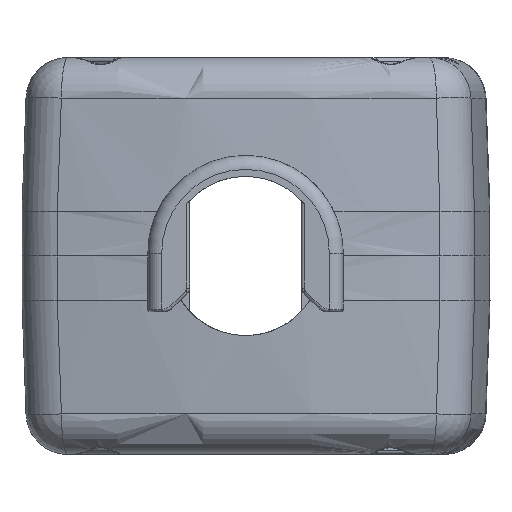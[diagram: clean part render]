
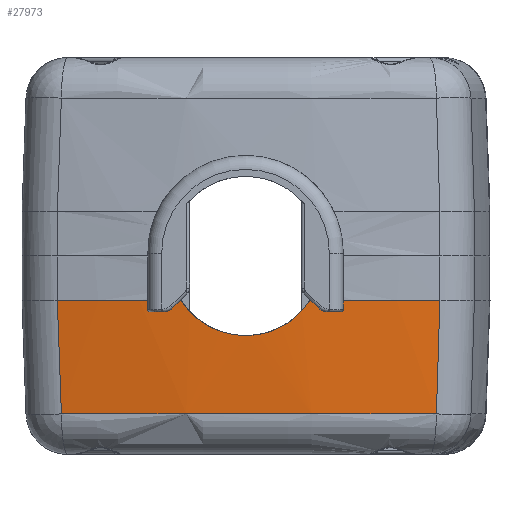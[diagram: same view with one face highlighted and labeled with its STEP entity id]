
A CAD part, left-side view. The second image highlights one B-rep face of the part: STEP entity #27973.
In plain terms, the highlighted conical face has half-angle 2 degrees and reference radius 85.703 mm.
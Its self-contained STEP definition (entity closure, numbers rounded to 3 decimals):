
#61=CONICAL_SURFACE('',#29814,85.702,0.035);
#867=B_SPLINE_CURVE_WITH_KNOTS('',3,(#48080,#48081,#48082,#48083),
 .UNSPECIFIED.,.F.,.F.,(4,4),(0.,1.),.UNSPECIFIED.);
#868=B_SPLINE_CURVE_WITH_KNOTS('',3,(#48085,#48086,#48087,#48088),
 .UNSPECIFIED.,.F.,.F.,(4,4),(0.,1.),.UNSPECIFIED.);
#869=B_SPLINE_CURVE_WITH_KNOTS('',3,(#48093,#48094,#48095,#48096,#48097,
#48098,#48099),.UNSPECIFIED.,.F.,.F.,(4,1,1,1,4),(0.,
0.003,0.005,0.008,0.011),
 .UNSPECIFIED.);
#1661=CIRCLE('',#29815,85.702);
#1662=CIRCLE('',#29816,85.702);
#1663=CIRCLE('',#29817,85.419);
#8057=ORIENTED_EDGE('',*,*,#13335,.T.);
#8058=ORIENTED_EDGE('',*,*,#13336,.T.);
#8059=ORIENTED_EDGE('',*,*,#13337,.T.);
#8060=ORIENTED_EDGE('',*,*,#13338,.F.);
#8061=ORIENTED_EDGE('',*,*,#13334,.F.);
#8062=ORIENTED_EDGE('',*,*,#13339,.T.);
#13334=EDGE_CURVE('',#16378,#16369,#867,.T.);
#13335=EDGE_CURVE('',#16379,#16380,#868,.F.);
#13336=EDGE_CURVE('',#16380,#16381,#1661,.T.);
#13337=EDGE_CURVE('',#16381,#16382,#869,.T.);
#13338=EDGE_CURVE('',#16369,#16382,#1662,.T.);
#13339=EDGE_CURVE('',#16378,#16379,#1663,.T.);
#16369=VERTEX_POINT('',#48034);
#16378=VERTEX_POINT('',#48079);
#16379=VERTEX_POINT('',#48089);
#16380=VERTEX_POINT('',#48090);
#16381=VERTEX_POINT('',#48092);
#16382=VERTEX_POINT('',#48100);
#23922=EDGE_LOOP('',(#8057,#8058,#8059,#8060,#8061,#8062));
#25490=FACE_BOUND('',#23922,.T.);
#27973=ADVANCED_FACE('',(#25490),#61,.T.);
#29814=AXIS2_PLACEMENT_3D('',#48084,#35523,#35524);
#29815=AXIS2_PLACEMENT_3D('',#48091,#35525,#35526);
#29816=AXIS2_PLACEMENT_3D('',#48101,#35527,#35528);
#29817=AXIS2_PLACEMENT_3D('',#48102,#35529,#35530);
#35523=DIRECTION('',(0.,0.,-1.));
#35524=DIRECTION('',(0.,1.,0.));
#35525=DIRECTION('',(0.,0.,1.));
#35526=DIRECTION('',(-1.,0.,0.));
#35527=DIRECTION('',(0.,0.,-1.));
#35528=DIRECTION('',(1.,0.,0.));
#35529=DIRECTION('',(0.,0.,-1.));
#35530=DIRECTION('',(-1.,0.,0.));
#48034=CARTESIAN_POINT('',(-17.941,4.028,0.2));
#48079=CARTESIAN_POINT('',(-17.701,4.319,8.305));
#48080=CARTESIAN_POINT('',(-17.701,4.319,8.305));
#48081=CARTESIAN_POINT('',(-17.781,4.221,5.603));
#48082=CARTESIAN_POINT('',(-17.861,4.124,2.902));
#48083=CARTESIAN_POINT('',(-17.941,4.027,0.2));
#48084=CARTESIAN_POINT('',(66.696,17.5,0.2));
#48085=CARTESIAN_POINT('',(-17.87,31.415,0.2));
#48086=CARTESIAN_POINT('',(-17.788,31.33,2.902));
#48087=CARTESIAN_POINT('',(-17.706,31.246,5.603));
#48088=CARTESIAN_POINT('',(-17.624,31.162,8.305));
#48089=CARTESIAN_POINT('',(-17.624,31.162,8.305));
#48090=CARTESIAN_POINT('',(-17.87,31.414,0.2));
#48091=CARTESIAN_POINT('',(66.696,17.5,0.2));
#48092=CARTESIAN_POINT('',(-18.883,22.11,0.2));
#48093=CARTESIAN_POINT('',(-18.883,22.11,0.2));
#48094=CARTESIAN_POINT('',(-18.883,21.608,0.971));
#48095=CARTESIAN_POINT('',(-18.904,20.234,2.234));
#48096=CARTESIAN_POINT('',(-18.927,17.503,2.933));
#48097=CARTESIAN_POINT('',(-18.904,14.767,2.236));
#48098=CARTESIAN_POINT('',(-18.883,13.392,0.971));
#48099=CARTESIAN_POINT('',(-18.883,12.89,0.2));
#48100=CARTESIAN_POINT('',(-18.883,12.89,0.2));
#48101=CARTESIAN_POINT('',(66.696,17.5,0.2));
#48102=CARTESIAN_POINT('',(66.696,17.5,8.305));
